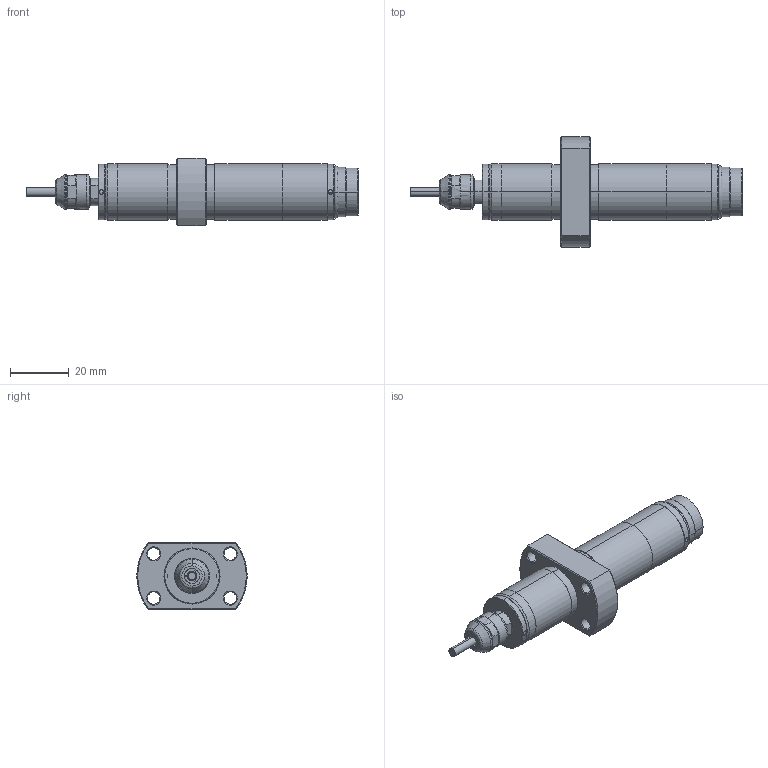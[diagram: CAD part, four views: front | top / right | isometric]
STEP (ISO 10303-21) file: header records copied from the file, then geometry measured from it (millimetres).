
FILE_DESCRIPTION (( 'STEP AP203' ), '1' );
FILE_NAME ('BMF-319.STEP', '2016-03-07T07:43:10', ( '株式会社ナカニシ' ), ( '' ), 'SwSTEP 2.0', 'SolidWorks 2013', '' );
FILE_SCHEMA (( 'CONFIG_CONTROL_DESIGN' ));
Length unit declared in the file: millimetre
Products named in the file (1): BMF-319
Bounding box: 112.77 x 37.5 x 22.8 mm (x, y, z)
Surface area: 9820.6 mm2 (no closed solid volume)
Topology: 0 solids, 20 shells, 228 faces, 637 edges, 408 vertices
Faces by surface type: cylinder 78, cone 70, plane 48, bspline 32
Entity records: 9139 total; most frequent: CARTESIAN_POINT 3497, DIRECTION 1189, ORIENTED_EDGE 1080, EDGE_CURVE 609, AXIS2_PLACEMENT_3D 484, VERTEX_POINT 408, CIRCLE 287, EDGE_LOOP 263
